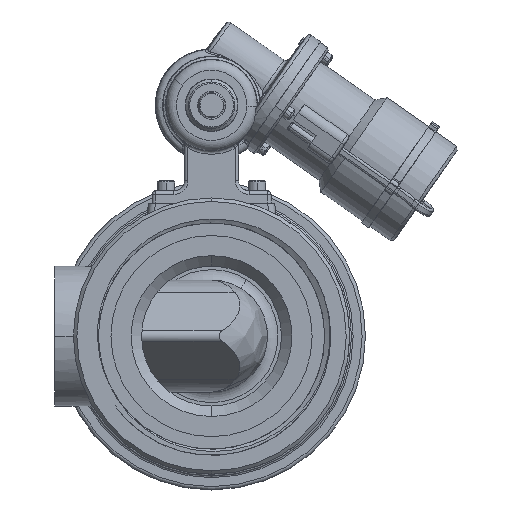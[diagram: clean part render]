
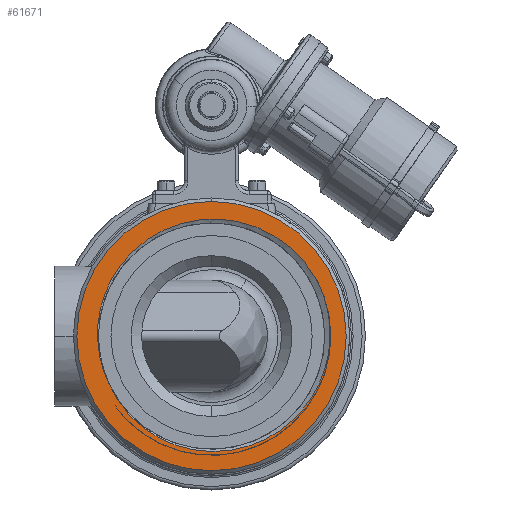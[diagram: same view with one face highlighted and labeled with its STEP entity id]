
A CAD part, left-side view. The second image highlights one B-rep face of the part: STEP entity #61671.
In plain terms, the highlighted planar face has unit normal (-1, 0, 0).
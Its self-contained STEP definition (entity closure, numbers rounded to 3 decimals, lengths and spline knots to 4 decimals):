
#60202=CARTESIAN_POINT('',(-1.283,0.,0.));
#60203=DIRECTION('',(-1.,0.,0.));
#60204=DIRECTION('',(0.,-0.942,0.337));
#60205=AXIS2_PLACEMENT_3D('',#60202,#60203,#60204);
#61001=CARTESIAN_POINT('',(-1.283,1.8426,-0.8326));
#61002=CARTESIAN_POINT('',(-1.283,1.8087,-0.9113));
#61003=CARTESIAN_POINT('',(-1.283,1.7324,-1.0608));
#61004=CARTESIAN_POINT('',(-1.283,1.5969,-1.262));
#61005=CARTESIAN_POINT('',(-1.283,1.4394,-1.4451));
#61006=CARTESIAN_POINT('',(-1.283,1.2587,-1.6104));
#61007=CARTESIAN_POINT('',(-1.283,1.0583,-1.7536));
#61008=CARTESIAN_POINT('',(-1.283,0.8428,-1.8713));
#61009=CARTESIAN_POINT('',(-1.283,0.6199,-1.9606));
#61010=CARTESIAN_POINT('',(-1.283,0.3891,-2.0234));
#61011=CARTESIAN_POINT('',(-1.283,0.1462,-2.0598));
#61012=CARTESIAN_POINT('',(-1.283,-0.1109,-2.0671));
#61013=CARTESIAN_POINT('',(-1.283,-0.3864,-2.0394));
#61014=CARTESIAN_POINT('',(-1.283,-0.6721,-1.9696));
#61015=CARTESIAN_POINT('',(-1.283,-0.9437,-1.8598));
#61016=CARTESIAN_POINT('',(-1.283,-1.1834,-1.7219));
#61017=CARTESIAN_POINT('',(-1.283,-1.389,-1.5658));
#61018=CARTESIAN_POINT('',(-1.283,-1.5682,-1.3923));
#61019=CARTESIAN_POINT('',(-1.283,-1.7233,-1.2022));
#61020=CARTESIAN_POINT('',(-1.283,-1.8567,-0.993));
#61021=CARTESIAN_POINT('',(-1.283,-1.9671,-0.7632));
#61022=CARTESIAN_POINT('',(-1.283,-2.0481,-0.5237));
#61023=CARTESIAN_POINT('',(-1.283,-2.1001,-0.2769));
#61024=CARTESIAN_POINT('',(-1.283,-2.1223,-0.0262));
#61025=CARTESIAN_POINT('',(-1.283,-2.1146,0.2264));
#61026=CARTESIAN_POINT('',(-1.283,-2.0769,0.4761));
#61027=CARTESIAN_POINT('',(-1.283,-2.0326,0.6377));
#61028=CARTESIAN_POINT('',(-1.283,-2.0055,0.7176));
#61034=CARTESIAN_POINT('',(-1.283,-1.8639,1.0309));
#61035=CARTESIAN_POINT('',(-1.283,-1.8209,1.1058));
#61036=CARTESIAN_POINT('',(-1.283,-1.7265,1.2489));
#61037=CARTESIAN_POINT('',(-1.283,-1.5601,1.4453));
#61038=CARTESIAN_POINT('',(-1.283,-1.3707,1.6204));
#61039=CARTESIAN_POINT('',(-1.283,-1.1612,1.7715));
#61040=CARTESIAN_POINT('',(-1.283,-0.9342,1.8961));
#61041=CARTESIAN_POINT('',(-1.283,-0.699,1.9902));
#61042=CARTESIAN_POINT('',(-1.283,-0.4515,2.0564));
#61043=CARTESIAN_POINT('',(-1.283,-0.1914,2.0925));
#61044=CARTESIAN_POINT('',(-1.283,0.0805,2.0958));
#61045=CARTESIAN_POINT('',(-1.283,0.3694,2.0605));
#61046=CARTESIAN_POINT('',(-1.283,0.6636,1.9803));
#61047=CARTESIAN_POINT('',(-1.283,0.9449,1.8567));
#61048=CARTESIAN_POINT('',(-1.283,1.2053,1.6929));
#61049=CARTESIAN_POINT('',(-1.283,1.4363,1.4942));
#61050=CARTESIAN_POINT('',(-1.283,1.6263,1.2754));
#61051=CARTESIAN_POINT('',(-1.283,1.7735,1.0507));
#61052=CARTESIAN_POINT('',(-1.283,1.8856,0.821));
#61053=CARTESIAN_POINT('',(-1.283,1.9659,0.5883));
#61054=CARTESIAN_POINT('',(-1.283,2.0172,0.353));
#61055=CARTESIAN_POINT('',(-1.283,2.0407,0.1107));
#61056=CARTESIAN_POINT('',(-1.283,2.0352,-0.133));
#61057=CARTESIAN_POINT('',(-1.283,2.0006,-0.3741));
#61058=CARTESIAN_POINT('',(-1.283,1.9376,-0.6089));
#61059=CARTESIAN_POINT('',(-1.283,1.8774,-0.7591));
#61060=CARTESIAN_POINT('',(-1.283,1.8426,-0.8326));
#61169=CARTESIAN_POINT('',(-1.283,0.,0.));
#61170=DIRECTION('',(-1.,0.,0.));
#61171=DIRECTION('',(0.,0.,-1.));
#61172=AXIS2_PLACEMENT_3D('',#61169,#61170,#61171);
#61179=CARTESIAN_POINT('',(-1.283,0.,0.));
#61180=DIRECTION('',(1.,0.,0.));
#61181=DIRECTION('',(0.,0.,-1.));
#61182=AXIS2_PLACEMENT_3D('',#61179,#61180,#61181);
#61399=CARTESIAN_POINT('',(-1.283,-2.0055,0.7176));
#61400=CARTESIAN_POINT('',(-1.283,-1.8639,1.0309));
#61401=VERTEX_POINT('',#61399);
#61402=VERTEX_POINT('',#61400);
#61404=VERTEX_POINT('',#61001);
#61405=CARTESIAN_POINT('',(-1.283,0.,-2.406));
#61406=CARTESIAN_POINT('',(-1.283,0.,2.406));
#61407=VERTEX_POINT('',#61405);
#61408=VERTEX_POINT('',#61406);
#61653=CARTESIAN_POINT('',(-1.283,0.,0.));
#61654=DIRECTION('',(1.,0.,0.));
#61655=DIRECTION('',(0.,0.,1.));
#61656=AXIS2_PLACEMENT_3D('',#61653,#61654,#61655);
#61657=PLANE('',#61656);
#61659=ORIENTED_EDGE('',*,*,#61658,.F.);
#61661=ORIENTED_EDGE('',*,*,#61660,.T.);
#61662=EDGE_LOOP('',(#61659,#61661));
#61663=FACE_OUTER_BOUND('',#61662,.F.);
#61664=ORIENTED_EDGE('',*,*,#61508,.T.);
#61666=ORIENTED_EDGE('',*,*,#61665,.T.);
#61668=ORIENTED_EDGE('',*,*,#61667,.T.);
#61669=EDGE_LOOP('',(#61664,#61666,#61668));
#61670=FACE_BOUND('',#61669,.F.);
#61671=ADVANCED_FACE('',(#61663,#61670),#61657,.F.);
#60206=CIRCLE('',#60205,2.13);
#61029=B_SPLINE_CURVE_WITH_KNOTS('',3,(#61001,#61002,#61003,#61004,#61005,
#61006,#61007,#61008,#61009,#61010,#61011,#61012,#61013,#61014,#61015,#61016,
#61017,#61018,#61019,#61020,#61021,#61022,#61023,#61024,#61025,#61026,#61027,
#61028),.UNSPECIFIED.,.F.,.F.,(4,1,1,1,1,1,1,1,1,1,1,1,1,1,1,1,1,1,1,1,1,1,1,1,
1,4),(0.,0.04,0.08,0.12,0.16,0.2,0.24,0.28,0.32,0.36,0.4,
0.44,0.48,0.52,0.56,0.6,0.64,0.68,0.72,0.76,0.8,0.84,
0.88,0.92,0.96,1.),.UNSPECIFIED.);
#61061=B_SPLINE_CURVE_WITH_KNOTS('',3,(#61034,#61035,#61036,#61037,#61038,
#61039,#61040,#61041,#61042,#61043,#61044,#61045,#61046,#61047,#61048,#61049,
#61050,#61051,#61052,#61053,#61054,#61055,#61056,#61057,#61058,#61059,#61060),
.UNSPECIFIED.,.F.,.F.,(4,1,1,1,1,1,1,1,1,1,1,1,1,1,1,1,1,1,1,1,1,1,1,1,4),(0.,
0.0417,0.0833,0.125,0.1667,0.2083,
0.25,0.2917,0.3333,0.375,0.4167,
0.4583,0.5,0.5417,0.5833,0.625,
0.6667,0.7083,0.75,0.7917,0.8333,
0.875,0.9167,0.9583,1.),.UNSPECIFIED.);
#61173=CIRCLE('',#61172,2.406);
#61183=CIRCLE('',#61182,2.406);
#61508=EDGE_CURVE('',#61401,#61402,#60206,.T.);
#61658=EDGE_CURVE('',#61407,#61408,#61173,.T.);
#61660=EDGE_CURVE('',#61407,#61408,#61183,.T.);
#61665=EDGE_CURVE('',#61402,#61404,#61061,.T.);
#61667=EDGE_CURVE('',#61404,#61401,#61029,.T.);
